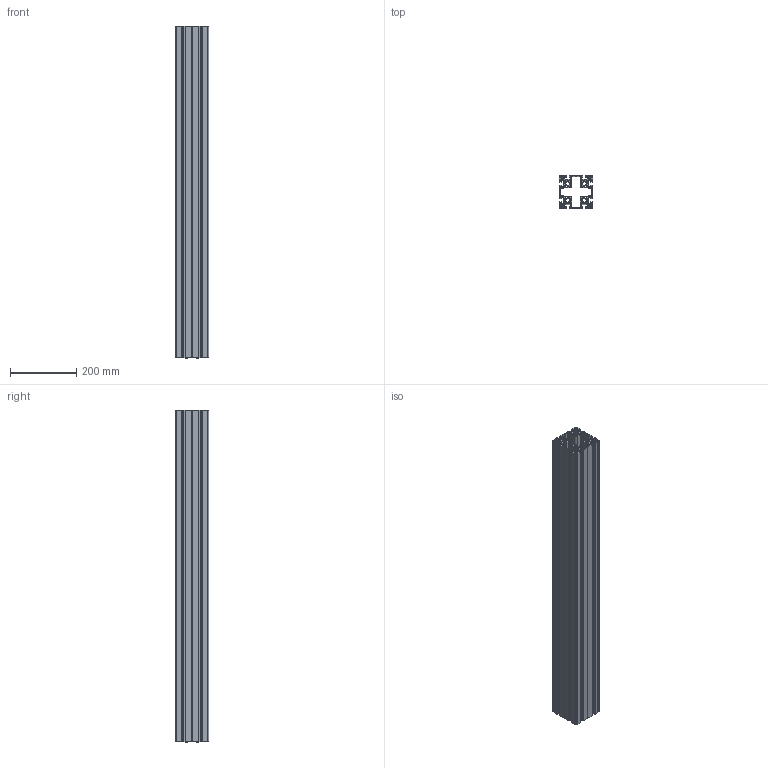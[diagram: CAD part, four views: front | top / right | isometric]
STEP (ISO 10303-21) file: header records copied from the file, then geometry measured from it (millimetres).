
FILE_DESCRIPTION (( 'STEP AP214' ), '1' );
FILE_NAME ('61010LX Êîíñòðóêöèîííûé ïðîôèëü 100õ100L.STEP', '2019-11-13T07:57:21', ( 'Windows User' ), ( '' ), 'SwSTEP 2.0', 'SolidWorks 2019', '' );
FILE_SCHEMA (( 'AUTOMOTIVE_DESIGN' ));
Length unit declared in the file: millimetre
Products named in the file (1): 61010LX Êîíñòðóêöèîííûé ïðîôèëü 100õ100L
Bounding box: 100 x 100 x 1000 mm (x, y, z)
Volume: 2400003 mm3; surface area: 1987162.3 mm2
Topology: 1 solids, 1 shells, 914 faces, 2736 edges, 1824 vertices
Faces by surface type: plane 486, cylinder 428
Entity records: 31054 total; most frequent: CARTESIAN_POINT 5475, ORIENTED_EDGE 5472, DIRECTION 5430, EDGE_CURVE 2736, LINE 1872, VECTOR 1872, VERTEX_POINT 1824, AXIS2_PLACEMENT_3D 1779
